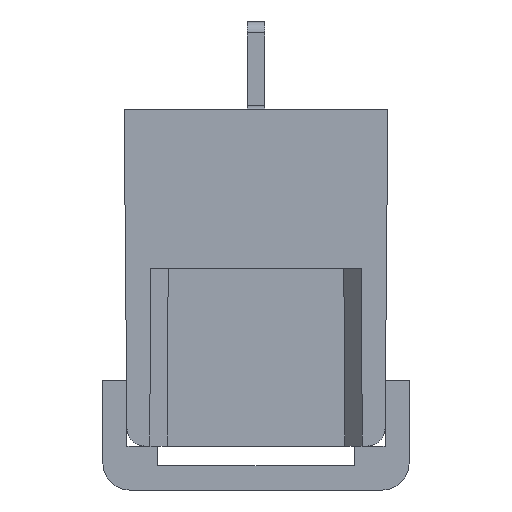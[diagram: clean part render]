
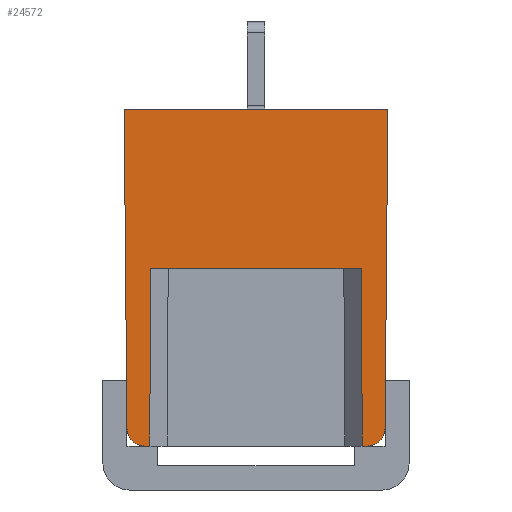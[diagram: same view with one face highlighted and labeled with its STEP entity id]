
A CAD part, front view. The second image highlights one B-rep face of the part: STEP entity #24572.
In plain terms, the highlighted planar face has unit normal (0, -1, -0.009).
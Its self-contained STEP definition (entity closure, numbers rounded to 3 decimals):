
#1227=CARTESIAN_POINT('',(12.073,-35.651,-19.3));
#1228=CARTESIAN_POINT('',(12.206,-35.651,-19.3));
#1229=CARTESIAN_POINT('',(12.413,-35.652,
-19.243));
#1230=CARTESIAN_POINT('',(12.648,-35.653,
-19.08));
#1231=CARTESIAN_POINT('',(12.813,-35.655,
-18.846));
#1232=CARTESIAN_POINT('',(12.872,-35.657,
-18.639));
#1233=CARTESIAN_POINT('',(12.873,-35.658,
-18.507));
#1251=DIRECTION('',(1.,0.,0.));
#1252=VECTOR('',#1251,0.24);
#1253=CARTESIAN_POINT('',(11.834,-35.651,-19.3));
#1254=LINE('',#1253,#1252);
#1255=DIRECTION('',(0.004,0.009,-1.));
#1256=VECTOR('',#1255,8.1);
#1257=CARTESIAN_POINT('',(11.802,-35.722,-11.2));
#1258=LINE('',#1257,#1256);
#1275=DIRECTION('',(-0.009,0.009,-1.));
#1276=VECTOR('',#1275,14.508);
#1277=CARTESIAN_POINT('',(13.,-35.785,-4.));
#1278=LINE('',#1277,#1276);
#1279=DIRECTION('',(-1.,0.,0.));
#1280=VECTOR('',#1279,9.604);
#1281=CARTESIAN_POINT('',(11.802,-35.722,-11.2));
#1282=LINE('',#1281,#1280);
#1283=DIRECTION('',(-1.,0.,0.));
#1284=VECTOR('',#1283,0.24);
#1285=CARTESIAN_POINT('',(2.166,-35.651,-19.3));
#1286=LINE('',#1285,#1284);
#1287=CARTESIAN_POINT('',(1.927,-35.651,-19.3));
#1288=CARTESIAN_POINT('',(1.794,-35.651,-19.3));
#1289=CARTESIAN_POINT('',(1.587,-35.652,
-19.243));
#1290=CARTESIAN_POINT('',(1.352,-35.653,
-19.08));
#1291=CARTESIAN_POINT('',(1.187,-35.655,
-18.846));
#1292=CARTESIAN_POINT('',(1.128,-35.657,
-18.639));
#1293=CARTESIAN_POINT('',(1.127,-35.658,
-18.507));
#1295=DIRECTION('',(-0.009,-0.009,1.));
#1296=VECTOR('',#1295,14.508);
#1297=CARTESIAN_POINT('',(1.127,-35.658,
-18.507));
#1298=LINE('',#1297,#1296);
#2481=DIRECTION('',(-1.,0.,0.));
#2482=VECTOR('',#2481,12.);
#2483=CARTESIAN_POINT('',(13.,-35.785,-4.));
#2484=LINE('',#2483,#2482);
#16818=DIRECTION('',(0.004,-0.009,1.));
#16819=VECTOR('',#16818,8.1);
#16820=CARTESIAN_POINT('',(2.166,-35.651,-19.3));
#16821=LINE('',#16820,#16819);
#18669=CARTESIAN_POINT('',(1.127,-35.658,
-18.507));
#18671=VERTEX_POINT('',#18669);
#19116=CARTESIAN_POINT('',(12.873,-35.658,
-18.507));
#19117=VERTEX_POINT('',#19116);
#20088=CARTESIAN_POINT('',(1.927,-35.651,-19.3));
#20089=VERTEX_POINT('',#20088);
#20090=CARTESIAN_POINT('',(2.166,-35.651,-19.3));
#20091=VERTEX_POINT('',#20090);
#20100=CARTESIAN_POINT('',(11.834,-35.651,-19.3));
#20101=VERTEX_POINT('',#20100);
#20102=VERTEX_POINT('',#1227);
#23471=CARTESIAN_POINT('',(13.,-35.785,-4.));
#23472=CARTESIAN_POINT('',(1.,-35.785,-4.));
#23473=VERTEX_POINT('',#23471);
#23474=VERTEX_POINT('',#23472);
#23475=CARTESIAN_POINT('',(2.198,-35.722,-11.2));
#23476=VERTEX_POINT('',#23475);
#23477=CARTESIAN_POINT('',(11.802,-35.722,-11.2));
#23478=VERTEX_POINT('',#23477);
#24551=CARTESIAN_POINT('',(1.608,-35.709,
-12.693));
#24552=DIRECTION('',(0.,1.,0.009));
#24553=DIRECTION('',(1.,0.,0.));
#24554=AXIS2_PLACEMENT_3D('',#24551,#24552,#24553);
#24555=PLANE('',#24554);
#24557=ORIENTED_EDGE('',*,*,#24556,.T.);
#24558=ORIENTED_EDGE('',*,*,#24496,.F.);
#24559=ORIENTED_EDGE('',*,*,#24512,.F.);
#24560=ORIENTED_EDGE('',*,*,#24525,.F.);
#24561=ORIENTED_EDGE('',*,*,#24541,.T.);
#24563=ORIENTED_EDGE('',*,*,#24562,.F.);
#24564=ORIENTED_EDGE('',*,*,#24380,.T.);
#24565=ORIENTED_EDGE('',*,*,#24397,.T.);
#24567=ORIENTED_EDGE('',*,*,#24566,.T.);
#24569=ORIENTED_EDGE('',*,*,#24568,.F.);
#24570=EDGE_LOOP('',(#24557,#24558,#24559,#24560,#24561,#24563,#24564,#24565,
#24567,#24569));
#24571=FACE_OUTER_BOUND('',#24570,.F.);
#1234=B_SPLINE_CURVE_WITH_KNOTS('',3,(#1227,#1228,#1229,#1230,#1231,#1232,
#1233),.UNSPECIFIED.,.F.,.F.,(4,1,1,1,4),(0.,0.25,0.5,0.75,1.),
.UNSPECIFIED.);
#1294=B_SPLINE_CURVE_WITH_KNOTS('',3,(#1287,#1288,#1289,#1290,#1291,#1292,
#1293),.UNSPECIFIED.,.F.,.F.,(4,1,1,1,4),(0.,0.25,0.5,0.75,1.),
.UNSPECIFIED.);
#24380=EDGE_CURVE('',#20091,#20089,#1286,.T.);
#24397=EDGE_CURVE('',#20089,#18671,#1294,.T.);
#24496=EDGE_CURVE('',#20102,#19117,#1234,.T.);
#24512=EDGE_CURVE('',#20101,#20102,#1254,.T.);
#24525=EDGE_CURVE('',#23478,#20101,#1258,.T.);
#24541=EDGE_CURVE('',#23478,#23476,#1282,.T.);
#24556=EDGE_CURVE('',#23473,#19117,#1278,.T.);
#24562=EDGE_CURVE('',#20091,#23476,#16821,.T.);
#24566=EDGE_CURVE('',#18671,#23474,#1298,.T.);
#24568=EDGE_CURVE('',#23473,#23474,#2484,.T.);
#24572=ADVANCED_FACE('',(#24571),#24555,.F.);
